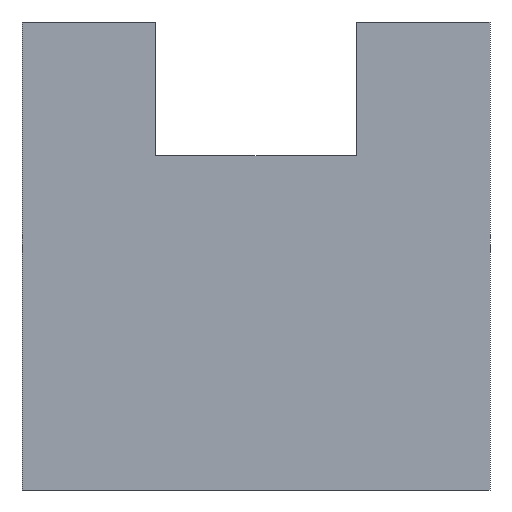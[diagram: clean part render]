
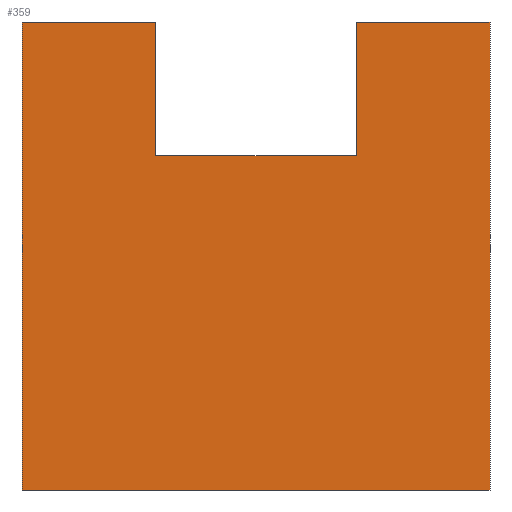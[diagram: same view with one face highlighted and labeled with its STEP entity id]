
A CAD part, front view. The second image highlights one B-rep face of the part: STEP entity #359.
In plain terms, the highlighted planar face has unit normal (0, -1, 0).
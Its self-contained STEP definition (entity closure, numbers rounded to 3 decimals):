
#13 = CARTESIAN_POINT ( 'NONE',  ( -15., -10., 35. ) ) ;
#16 = VERTEX_POINT ( 'NONE', #435 ) ;
#17 = PLANE ( 'NONE',  #335 ) ;
#33 = VERTEX_POINT ( 'NONE', #135 ) ;
#35 = EDGE_CURVE ( 'NONE', #118, #178, #392, .T. ) ;
#43 = VECTOR ( 'NONE', #533, 1000. ) ;
#46 = CARTESIAN_POINT ( 'NONE',  ( -35., -10., 35. ) ) ;
#54 = LINE ( 'NONE', #364, #495 ) ;
#60 = CARTESIAN_POINT ( 'NONE',  ( 15., -10., 15. ) ) ;
#67 = CARTESIAN_POINT ( 'NONE',  ( 35., -10., 35. ) ) ;
#71 = DIRECTION ( 'NONE',  ( -1., 0., 0. ) ) ;
#73 = CARTESIAN_POINT ( 'NONE',  ( 0., -10., 0. ) ) ;
#77 = LINE ( 'NONE', #99, #43 ) ;
#80 = DIRECTION ( 'NONE',  ( 0., 0., -1. ) ) ;
#99 = CARTESIAN_POINT ( 'NONE',  ( -35., -10., 35. ) ) ;
#104 = VERTEX_POINT ( 'NONE', #349 ) ;
#118 = VERTEX_POINT ( 'NONE', #481 ) ;
#119 = CARTESIAN_POINT ( 'NONE',  ( 35., -10., 35. ) ) ;
#131 = EDGE_CURVE ( 'NONE', #16, #207, #499, .T. ) ;
#135 = CARTESIAN_POINT ( 'NONE',  ( 35., -10., 35. ) ) ;
#157 = EDGE_CURVE ( 'NONE', #372, #118, #77, .T. ) ;
#166 = VECTOR ( 'NONE', #406, 1000. ) ;
#177 = LINE ( 'NONE', #119, #204 ) ;
#178 = VERTEX_POINT ( 'NONE', #13 ) ;
#184 = VECTOR ( 'NONE', #522, 1000. ) ;
#186 = LINE ( 'NONE', #373, #320 ) ;
#204 = VECTOR ( 'NONE', #80, 1000. ) ;
#207 = VERTEX_POINT ( 'NONE', #60 ) ;
#214 = DIRECTION ( 'NONE',  ( 0., 0., -1. ) ) ;
#239 = ORIENTED_EDGE ( 'NONE', *, *, #131, .F. ) ;
#254 = CARTESIAN_POINT ( 'NONE',  ( 35., -10., -35. ) ) ;
#273 = VECTOR ( 'NONE', #382, 1000. ) ;
#274 = ORIENTED_EDGE ( 'NONE', *, *, #35, .F. ) ;
#289 = EDGE_CURVE ( 'NONE', #448, #372, #54, .T. ) ;
#303 = CARTESIAN_POINT ( 'NONE',  ( 15., -10., 35. ) ) ;
#319 = EDGE_CURVE ( 'NONE', #104, #33, #369, .T. ) ;
#320 = VECTOR ( 'NONE', #214, 1000. ) ;
#332 = ORIENTED_EDGE ( 'NONE', *, *, #289, .F. ) ;
#335 = AXIS2_PLACEMENT_3D ( 'NONE', #73, #424, #545 ) ;
#349 = CARTESIAN_POINT ( 'NONE',  ( 15., -10., 35. ) ) ;
#350 = EDGE_LOOP ( 'NONE', ( #479, #332, #534, #423, #464, #239, #380, #274 ) ) ;
#359 = ADVANCED_FACE ( 'NONE', ( #438 ), #17, .F. ) ;
#364 = CARTESIAN_POINT ( 'NONE',  ( 35., -10., -35. ) ) ;
#369 = LINE ( 'NONE', #67, #391 ) ;
#372 = VERTEX_POINT ( 'NONE', #460 ) ;
#373 = CARTESIAN_POINT ( 'NONE',  ( -15., -10., 35. ) ) ;
#380 = ORIENTED_EDGE ( 'NONE', *, *, #480, .F. ) ;
#382 = DIRECTION ( 'NONE',  ( 0., 0., 1. ) ) ;
#391 = VECTOR ( 'NONE', #494, 1000. ) ;
#392 = LINE ( 'NONE', #46, #184 ) ;
#406 = DIRECTION ( 'NONE',  ( 1., 0., 0. ) ) ;
#423 = ORIENTED_EDGE ( 'NONE', *, *, #319, .F. ) ;
#424 = DIRECTION ( 'NONE',  ( 0., 1., 0. ) ) ;
#431 = EDGE_CURVE ( 'NONE', #33, #448, #177, .T. ) ;
#435 = CARTESIAN_POINT ( 'NONE',  ( -15., -10., 15. ) ) ;
#438 = FACE_OUTER_BOUND ( 'NONE', #350, .T. ) ;
#447 = CARTESIAN_POINT ( 'NONE',  ( 15., -10., 15. ) ) ;
#448 = VERTEX_POINT ( 'NONE', #254 ) ;
#460 = CARTESIAN_POINT ( 'NONE',  ( -35., -10., -35. ) ) ;
#464 = ORIENTED_EDGE ( 'NONE', *, *, #471, .F. ) ;
#471 = EDGE_CURVE ( 'NONE', #207, #104, #540, .T. ) ;
#479 = ORIENTED_EDGE ( 'NONE', *, *, #157, .F. ) ;
#480 = EDGE_CURVE ( 'NONE', #178, #16, #186, .T. ) ;
#481 = CARTESIAN_POINT ( 'NONE',  ( -35., -10., 35. ) ) ;
#494 = DIRECTION ( 'NONE',  ( 1., 0., 0. ) ) ;
#495 = VECTOR ( 'NONE', #71, 1000. ) ;
#499 = LINE ( 'NONE', #447, #166 ) ;
#522 = DIRECTION ( 'NONE',  ( 1., 0., 0. ) ) ;
#533 = DIRECTION ( 'NONE',  ( 0., 0., 1. ) ) ;
#534 = ORIENTED_EDGE ( 'NONE', *, *, #431, .F. ) ;
#540 = LINE ( 'NONE', #303, #273 ) ;
#545 = DIRECTION ( 'NONE',  ( 0., 0., 1. ) ) ;
